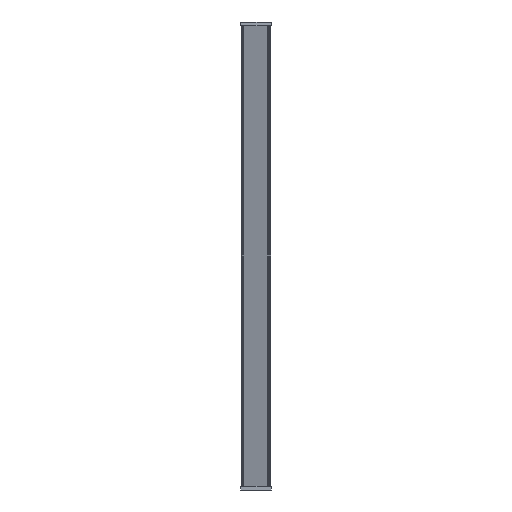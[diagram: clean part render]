
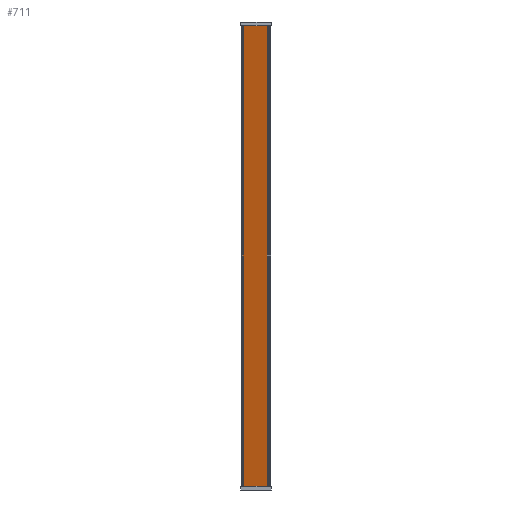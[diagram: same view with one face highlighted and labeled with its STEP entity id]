
A CAD part, left-side view. The second image highlights one B-rep face of the part: STEP entity #711.
In plain terms, the highlighted planar face has unit normal (-0.94, 0.342, 0).
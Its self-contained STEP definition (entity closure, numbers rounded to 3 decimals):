
#79 = VERTEX_POINT ( 'NONE', #616 ) ;
#86 = PLANE ( 'NONE',  #589 ) ;
#172 = CARTESIAN_POINT ( 'NONE',  ( 6.033, 0., -600. ) ) ;
#177 = CARTESIAN_POINT ( 'NONE',  ( 5.075, -2.632, 0. ) ) ;
#189 = DIRECTION ( 'NONE',  ( 0.342, 0.94, 0. ) ) ;
#202 = EDGE_CURVE ( 'NONE', #220, #611, #593, .T. ) ;
#220 = VERTEX_POINT ( 'NONE', #334 ) ;
#223 = DIRECTION ( 'NONE',  ( 0.342, 0.94, 0. ) ) ;
#230 = CARTESIAN_POINT ( 'NONE',  ( 5.075, -2.632, -600. ) ) ;
#289 = CARTESIAN_POINT ( 'NONE',  ( 6.033, 0., -600. ) ) ;
#334 = CARTESIAN_POINT ( 'NONE',  ( -6.955, -35.684, 0. ) ) ;
#342 = EDGE_CURVE ( 'NONE', #79, #220, #1252, .T. ) ;
#421 = VECTOR ( 'NONE', #574, 1000. ) ;
#455 = FACE_OUTER_BOUND ( 'NONE', #1086, .T. ) ;
#566 = ORIENTED_EDGE ( 'NONE', *, *, #342, .T. ) ;
#574 = DIRECTION ( 'NONE',  ( 0.342, 0.94, 0. ) ) ;
#589 = AXIS2_PLACEMENT_3D ( 'NONE', #289, #797, #189 ) ;
#593 = LINE ( 'NONE', #1246, #838 ) ;
#611 = VERTEX_POINT ( 'NONE', #177 ) ;
#616 = CARTESIAN_POINT ( 'NONE',  ( -6.955, -35.684, -600. ) ) ;
#652 = DIRECTION ( 'NONE',  ( 0., 0., 1. ) ) ;
#691 = LINE ( 'NONE', #172, #421 ) ;
#711 = ADVANCED_FACE ( 'NONE', ( #455 ), #86, .F. ) ;
#797 = DIRECTION ( 'NONE',  ( 0.94, -0.342, 0. ) ) ;
#815 = CARTESIAN_POINT ( 'NONE',  ( 5.075, -2.632, -600. ) ) ;
#838 = VECTOR ( 'NONE', #223, 1000. ) ;
#845 = VERTEX_POINT ( 'NONE', #230 ) ;
#983 = VECTOR ( 'NONE', #652, 1000. ) ;
#1058 = EDGE_CURVE ( 'NONE', #79, #845, #691, .T. ) ;
#1063 = CARTESIAN_POINT ( 'NONE',  ( -6.955, -35.684, -600. ) ) ;
#1086 = EDGE_LOOP ( 'NONE', ( #1260, #1258, #1128, #566 ) ) ;
#1123 = VECTOR ( 'NONE', #1224, 1000. ) ;
#1128 = ORIENTED_EDGE ( 'NONE', *, *, #1058, .F. ) ;
#1224 = DIRECTION ( 'NONE',  ( 0., 0., 1. ) ) ;
#1246 = CARTESIAN_POINT ( 'NONE',  ( 6.033, 0., 0. ) ) ;
#1250 = LINE ( 'NONE', #815, #1123 ) ;
#1252 = LINE ( 'NONE', #1063, #983 ) ;
#1258 = ORIENTED_EDGE ( 'NONE', *, *, #1259, .F. ) ;
#1259 = EDGE_CURVE ( 'NONE', #845, #611, #1250, .T. ) ;
#1260 = ORIENTED_EDGE ( 'NONE', *, *, #202, .T. ) ;
